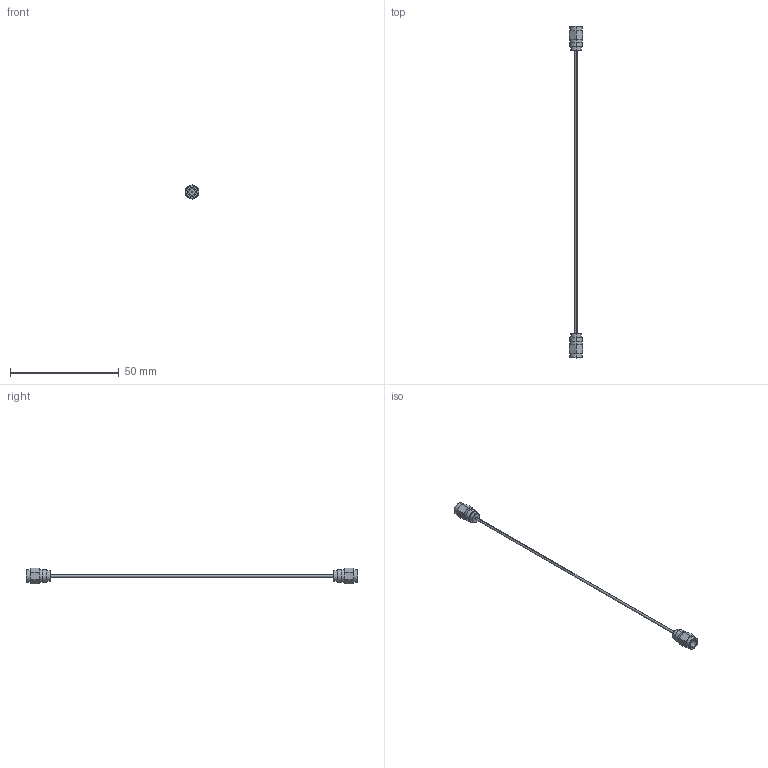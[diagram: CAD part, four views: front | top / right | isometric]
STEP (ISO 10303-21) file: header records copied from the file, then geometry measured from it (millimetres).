
FILE_DESCRIPTION (( 'STEP AP203' ), '1' );
FILE_NAME ('SCW-1M1M006-S1.STEP', '2020-09-14T18:32:18', ( '' ), ( '' ), 'SwSTEP 2.0', 'SolidWorks 2020', '' );
FILE_SCHEMA (( 'CONFIG_CONTROL_DESIGN' ));
Length unit declared in the file: millimetre
Products named in the file (1): SCW-1M1M006-S1
Bounding box: 6 x 152.4 x 6.93 mm (x, y, z)
Volume: 625 mm3; surface area: 1271.4 mm2
Topology: 1 solids, 3 shells, 118 faces, 258 edges, 164 vertices
Faces by surface type: cylinder 46, plane 44, cone 28
Entity records: 3471 total; most frequent: CARTESIAN_POINT 749, DIRECTION 588, ORIENTED_EDGE 516, EDGE_CURVE 258, AXIS2_PLACEMENT_3D 243, VERTEX_POINT 164, EDGE_LOOP 136, CIRCLE 124
